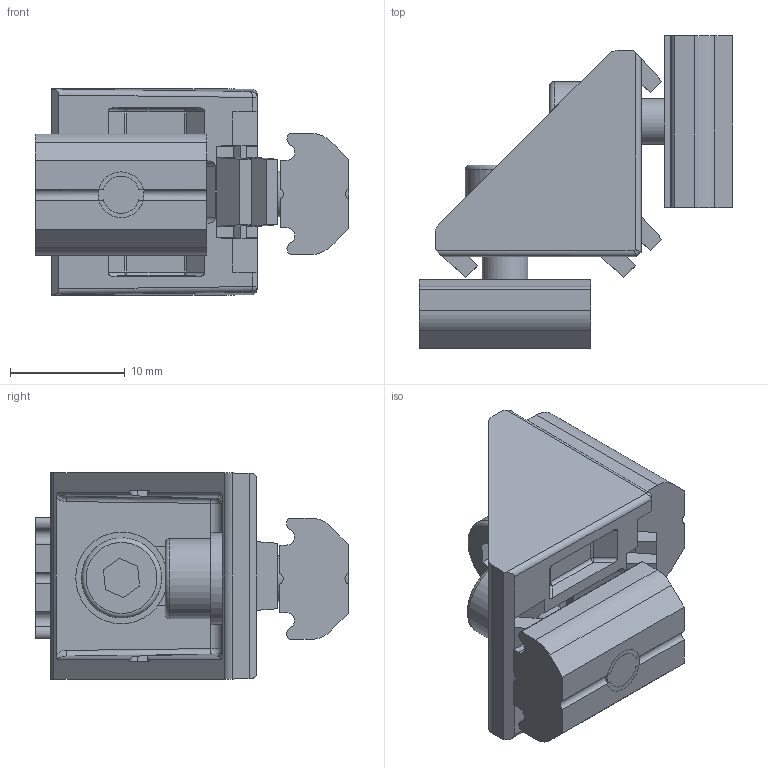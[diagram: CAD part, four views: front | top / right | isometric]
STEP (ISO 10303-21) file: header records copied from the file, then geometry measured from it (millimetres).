
FILE_DESCRIPTION(('STEP AP214'),'1');
FILE_NAME('CA.WIV.X.25.M.stp','2016-07-08T06:44:10',(' '),(' '),'Spatial InterOp 3D',' ',' ');
FILE_SCHEMA(('automotive_design'));
Length unit declared in the file: millimetre
Products named in the file (5): CA.GWP.4U; V-tcei M  4 x 12; R.4; V8-0,5
Assembly tree (7 placements, depth 2):
  (unnamed)
    CA.GWP.4U  x2
    V-tcei M  4 x 12  x2
    R.4  x2
    V8-0,5
Bounding box: 27.38 x 27.31 x 18 mm (x, y, z)
Volume: 3791.3 mm3; surface area: 4315.6 mm2
Topology: 7 solids, 7 shells, 260 faces, 661 edges, 410 vertices
Faces by surface type: plane 138, cylinder 93, sphere 16, bspline 7, torus 4, cone 2
Full cylindrical faces by diameter (mm): 3.242 x2, 4 x2, 4.3 x2, 7 x2, 8 x2
Entity records: 8476 total; most frequent: CARTESIAN_POINT 1414, DIRECTION 1097, ORIENTED_EDGE 1074, EDGE_CURVE 537, AXIS2_PLACEMENT_3D 369, LINE 359, VECTOR 359, VERTEX_POINT 339
